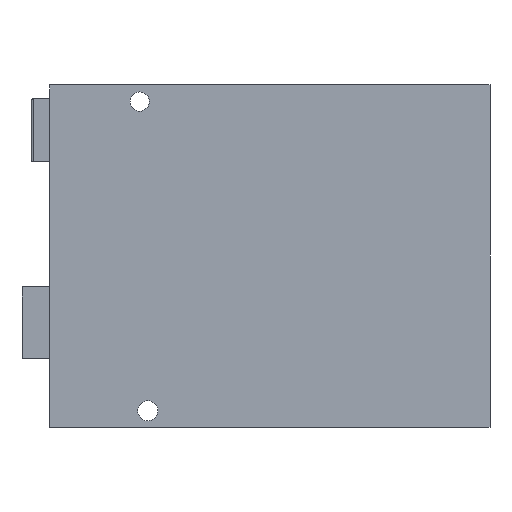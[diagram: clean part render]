
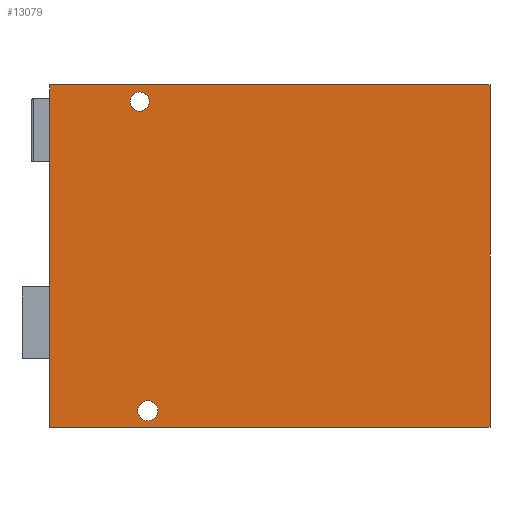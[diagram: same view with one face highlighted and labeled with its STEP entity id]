
A CAD part, front view. The second image highlights one B-rep face of the part: STEP entity #13079.
In plain terms, the highlighted planar face has unit normal (0, -1, 0).
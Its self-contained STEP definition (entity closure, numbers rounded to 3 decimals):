
#285 = FACE_OUTER_BOUND ( 'NONE', #10247, .T. ) ;
#375 = CARTESIAN_POINT ( 'NONE',  ( 594., 95., 0. ) ) ;
#377 = LINE ( 'NONE', #2777, #12650 ) ;
#464 = VERTEX_POINT ( 'NONE', #4678 ) ;
#532 = CARTESIAN_POINT ( 'NONE',  ( 0., 95., -462. ) ) ;
#660 = VECTOR ( 'NONE', #8861, 1000. ) ;
#733 = EDGE_LOOP ( 'NONE', ( #10005, #10712 ) ) ;
#819 = CIRCLE ( 'NONE', #6690, 12.987 ) ;
#894 = CARTESIAN_POINT ( 'NONE',  ( 121.477, 95., -22.669 ) ) ;
#918 = DIRECTION ( 'NONE',  ( 0., 0., 1. ) ) ;
#1031 = DIRECTION ( 'NONE',  ( 0., 0., 1. ) ) ;
#1217 = EDGE_CURVE ( 'NONE', #3523, #10707, #377, .T. ) ;
#1729 = VERTEX_POINT ( 'NONE', #14334 ) ;
#2170 = FACE_BOUND ( 'NONE', #9790, .T. ) ;
#2439 = EDGE_CURVE ( 'NONE', #1729, #3523, #14431, .T. ) ;
#2777 = CARTESIAN_POINT ( 'NONE',  ( 0., 95., 0. ) ) ;
#3124 = DIRECTION ( 'NONE',  ( 0., 0., -1. ) ) ;
#3179 = CARTESIAN_POINT ( 'NONE',  ( 0., 95., 0. ) ) ;
#3338 = CIRCLE ( 'NONE', #4690, 13.537 ) ;
#3523 = VERTEX_POINT ( 'NONE', #3179 ) ;
#3622 = CIRCLE ( 'NONE', #13999, 12.987 ) ;
#3862 = CARTESIAN_POINT ( 'NONE',  ( 594., 95., -462. ) ) ;
#4264 = CARTESIAN_POINT ( 'NONE',  ( 0., 95., 0. ) ) ;
#4341 = EDGE_CURVE ( 'NONE', #464, #8442, #819, .T. ) ;
#4367 = CARTESIAN_POINT ( 'NONE',  ( 0., 95., 0. ) ) ;
#4449 = CARTESIAN_POINT ( 'NONE',  ( 0., 95., -462. ) ) ;
#4577 = DIRECTION ( 'NONE',  ( 0., 0., -1. ) ) ;
#4678 = CARTESIAN_POINT ( 'NONE',  ( 121.477, 95., -35.656 ) ) ;
#4690 = AXIS2_PLACEMENT_3D ( 'NONE', #11678, #12935, #4577 ) ;
#4767 = AXIS2_PLACEMENT_3D ( 'NONE', #8841, #9861, #5199 ) ;
#4974 = VECTOR ( 'NONE', #13520, 1000. ) ;
#5199 = DIRECTION ( 'NONE',  ( 0., 0., -1. ) ) ;
#5206 = LINE ( 'NONE', #7085, #10605 ) ;
#5342 = CARTESIAN_POINT ( 'NONE',  ( 0., 95., 0. ) ) ;
#6405 = EDGE_CURVE ( 'NONE', #9936, #14417, #5206, .T. ) ;
#6466 = DIRECTION ( 'NONE',  ( 1., 0., 0. ) ) ;
#6595 = PLANE ( 'NONE',  #12251 ) ;
#6690 = AXIS2_PLACEMENT_3D ( 'NONE', #894, #9262, #9211 ) ;
#6770 = ORIENTED_EDGE ( 'NONE', *, *, #9309, .F. ) ;
#6833 = LINE ( 'NONE', #532, #660 ) ;
#7085 = CARTESIAN_POINT ( 'NONE',  ( 0., 95., 0. ) ) ;
#7106 = ORIENTED_EDGE ( 'NONE', *, *, #8782, .F. ) ;
#7153 = VERTEX_POINT ( 'NONE', #14308 ) ;
#7567 = ORIENTED_EDGE ( 'NONE', *, *, #6405, .F. ) ;
#7851 = DIRECTION ( 'NONE',  ( 0., -1., 0. ) ) ;
#7946 = LINE ( 'NONE', #375, #4974 ) ;
#8131 = FACE_BOUND ( 'NONE', #733, .T. ) ;
#8183 = CARTESIAN_POINT ( 'NONE',  ( 0., 95., -103.781 ) ) ;
#8426 = ORIENTED_EDGE ( 'NONE', *, *, #12795, .F. ) ;
#8442 = VERTEX_POINT ( 'NONE', #14599 ) ;
#8782 = EDGE_CURVE ( 'NONE', #8442, #464, #3622, .T. ) ;
#8841 = CARTESIAN_POINT ( 'NONE',  ( 132.411, 95., -439.876 ) ) ;
#8861 = DIRECTION ( 'NONE',  ( -1., 0., 0. ) ) ;
#8909 = CARTESIAN_POINT ( 'NONE',  ( 132.411, 95., -426.339 ) ) ;
#8991 = EDGE_CURVE ( 'NONE', #7153, #11059, #12325, .T. ) ;
#9030 = VERTEX_POINT ( 'NONE', #3862 ) ;
#9211 = DIRECTION ( 'NONE',  ( 0., 0., -1. ) ) ;
#9262 = DIRECTION ( 'NONE',  ( 0., -1., 0. ) ) ;
#9302 = DIRECTION ( 'NONE',  ( 0., -1., 0. ) ) ;
#9309 = EDGE_CURVE ( 'NONE', #14417, #1729, #9722, .T. ) ;
#9350 = ORIENTED_EDGE ( 'NONE', *, *, #1217, .F. ) ;
#9722 = LINE ( 'NONE', #4367, #13440 ) ;
#9790 = EDGE_LOOP ( 'NONE', ( #7106, #15339 ) ) ;
#9861 = DIRECTION ( 'NONE',  ( 0., -1., 0. ) ) ;
#9936 = VERTEX_POINT ( 'NONE', #4449 ) ;
#10005 = ORIENTED_EDGE ( 'NONE', *, *, #11780, .F. ) ;
#10247 = EDGE_LOOP ( 'NONE', ( #7567, #8426, #11134, #9350, #14801, #6770 ) ) ;
#10605 = VECTOR ( 'NONE', #1031, 1000. ) ;
#10707 = VERTEX_POINT ( 'NONE', #15129 ) ;
#10712 = ORIENTED_EDGE ( 'NONE', *, *, #8991, .F. ) ;
#11059 = VERTEX_POINT ( 'NONE', #8909 ) ;
#11134 = ORIENTED_EDGE ( 'NONE', *, *, #12746, .F. ) ;
#11678 = CARTESIAN_POINT ( 'NONE',  ( 132.411, 95., -439.876 ) ) ;
#11780 = EDGE_CURVE ( 'NONE', #11059, #7153, #3338, .T. ) ;
#11837 = CARTESIAN_POINT ( 'NONE',  ( 121.477, 95., -22.669 ) ) ;
#12251 = AXIS2_PLACEMENT_3D ( 'NONE', #4264, #7851, #3124 ) ;
#12325 = CIRCLE ( 'NONE', #4767, 13.537 ) ;
#12395 = VECTOR ( 'NONE', #12497, 1000. ) ;
#12497 = DIRECTION ( 'NONE',  ( 0., 0., 1. ) ) ;
#12650 = VECTOR ( 'NONE', #6466, 1000. ) ;
#12746 = EDGE_CURVE ( 'NONE', #10707, #9030, #7946, .T. ) ;
#12795 = EDGE_CURVE ( 'NONE', #9030, #9936, #6833, .T. ) ;
#12935 = DIRECTION ( 'NONE',  ( 0., -1., 0. ) ) ;
#13079 = ADVANCED_FACE ( 'NONE', ( #8131, #2170, #285 ), #6595, .T. ) ;
#13440 = VECTOR ( 'NONE', #918, 1000. ) ;
#13520 = DIRECTION ( 'NONE',  ( 0., 0., -1. ) ) ;
#13999 = AXIS2_PLACEMENT_3D ( 'NONE', #11837, #9302, #14229 ) ;
#14229 = DIRECTION ( 'NONE',  ( 0., 0., -1. ) ) ;
#14308 = CARTESIAN_POINT ( 'NONE',  ( 132.411, 95., -453.413 ) ) ;
#14334 = CARTESIAN_POINT ( 'NONE',  ( 0., 95., -18.781 ) ) ;
#14417 = VERTEX_POINT ( 'NONE', #8183 ) ;
#14431 = LINE ( 'NONE', #5342, #12395 ) ;
#14599 = CARTESIAN_POINT ( 'NONE',  ( 121.477, 95., -9.682 ) ) ;
#14801 = ORIENTED_EDGE ( 'NONE', *, *, #2439, .F. ) ;
#15129 = CARTESIAN_POINT ( 'NONE',  ( 594., 95., 0. ) ) ;
#15339 = ORIENTED_EDGE ( 'NONE', *, *, #4341, .F. ) ;
